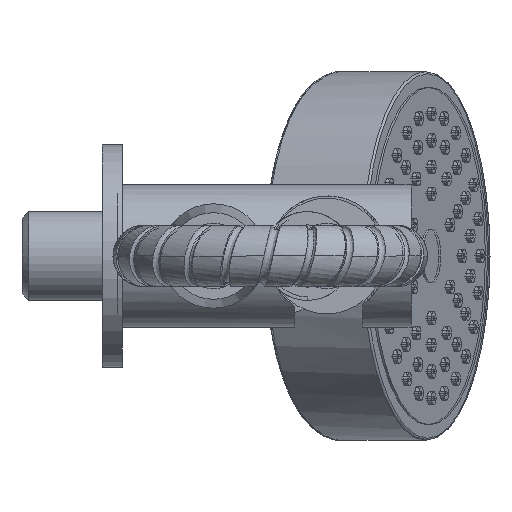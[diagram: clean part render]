
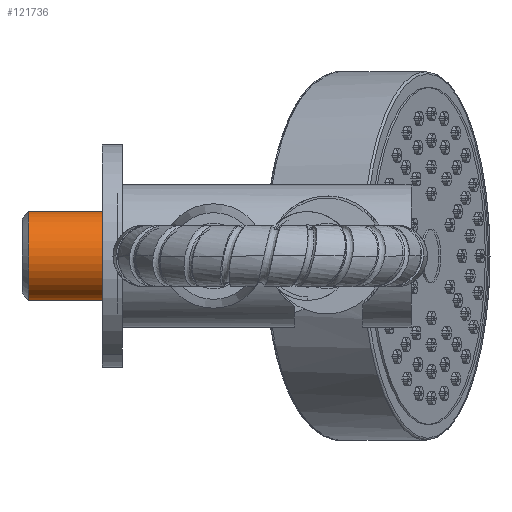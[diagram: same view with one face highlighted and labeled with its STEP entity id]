
A CAD part, front view. The second image highlights one B-rep face of the part: STEP entity #121736.
In plain terms, the highlighted cylindrical face has radius 10 mm (diameter 20 mm), a partial arc.
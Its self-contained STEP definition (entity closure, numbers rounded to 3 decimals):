
#2181 = LINE ( 'NONE', #48399, #143411 ) ;
#5782 = ORIENTED_EDGE ( 'NONE', *, *, #113572, .T. ) ;
#9742 = CARTESIAN_POINT ( 'NONE',  ( -10., 0., -22.5 ) ) ;
#13236 = DIRECTION ( 'NONE',  ( 1., 0., 0. ) ) ;
#13563 = DIRECTION ( 'NONE',  ( 0., 0., 1. ) ) ;
#14987 = AXIS2_PLACEMENT_3D ( 'NONE', #71560, #104882, #13236 ) ;
#15818 = EDGE_CURVE ( 'NONE', #125699, #90149, #54451, .T. ) ;
#20553 = ORIENTED_EDGE ( 'NONE', *, *, #122774, .F. ) ;
#21251 = CARTESIAN_POINT ( 'NONE',  ( -10., 0., 0. ) ) ;
#26426 = CYLINDRICAL_SURFACE ( 'NONE', #128933, 10. ) ;
#26439 = CARTESIAN_POINT ( 'NONE',  ( 10., 0., 0. ) ) ;
#28677 = CARTESIAN_POINT ( 'NONE',  ( 0., 0., -21. ) ) ;
#33333 = ORIENTED_EDGE ( 'NONE', *, *, #15818, .T. ) ;
#41590 = CIRCLE ( 'NONE', #14987, 10. ) ;
#48399 = CARTESIAN_POINT ( 'NONE',  ( 10., 0., -22.5 ) ) ;
#52467 = VERTEX_POINT ( 'NONE', #26439 ) ;
#54451 = LINE ( 'NONE', #9742, #56651 ) ;
#55324 = CARTESIAN_POINT ( 'NONE',  ( -10., 0., -21. ) ) ;
#56651 = VECTOR ( 'NONE', #114993, 1000. ) ;
#59773 = DIRECTION ( 'NONE',  ( 1., 0., 0. ) ) ;
#64059 = CIRCLE ( 'NONE', #73755, 10. ) ;
#71560 = CARTESIAN_POINT ( 'NONE',  ( 0., 0., 0. ) ) ;
#73755 = AXIS2_PLACEMENT_3D ( 'NONE', #28677, #74880, #121074 ) ;
#74880 = DIRECTION ( 'NONE',  ( 0., 0., 1. ) ) ;
#90149 = VERTEX_POINT ( 'NONE', #21251 ) ;
#93108 = VERTEX_POINT ( 'NONE', #100340 ) ;
#94598 = DIRECTION ( 'NONE',  ( 0., 0., 1. ) ) ;
#94606 = CARTESIAN_POINT ( 'NONE',  ( 0., 0., -22.5 ) ) ;
#100340 = CARTESIAN_POINT ( 'NONE',  ( 10., 0., -21. ) ) ;
#103493 = EDGE_LOOP ( 'NONE', ( #135245, #33333, #5782, #20553 ) ) ;
#104882 = DIRECTION ( 'NONE',  ( 0., 0., -1. ) ) ;
#113572 = EDGE_CURVE ( 'NONE', #90149, #52467, #41590, .T. ) ;
#114993 = DIRECTION ( 'NONE',  ( 0., 0., 1. ) ) ;
#121074 = DIRECTION ( 'NONE',  ( -1., 0., 0. ) ) ;
#121736 = ADVANCED_FACE ( 'NONE', ( #141530 ), #26426, .T. ) ;
#122774 = EDGE_CURVE ( 'NONE', #93108, #52467, #2181, .T. ) ;
#125699 = VERTEX_POINT ( 'NONE', #55324 ) ;
#128933 = AXIS2_PLACEMENT_3D ( 'NONE', #94606, #13563, #59773 ) ;
#133235 = EDGE_CURVE ( 'NONE', #93108, #125699, #64059, .T. ) ;
#135245 = ORIENTED_EDGE ( 'NONE', *, *, #133235, .T. ) ;
#141530 = FACE_OUTER_BOUND ( 'NONE', #103493, .T. ) ;
#143411 = VECTOR ( 'NONE', #94598, 1000. ) ;
